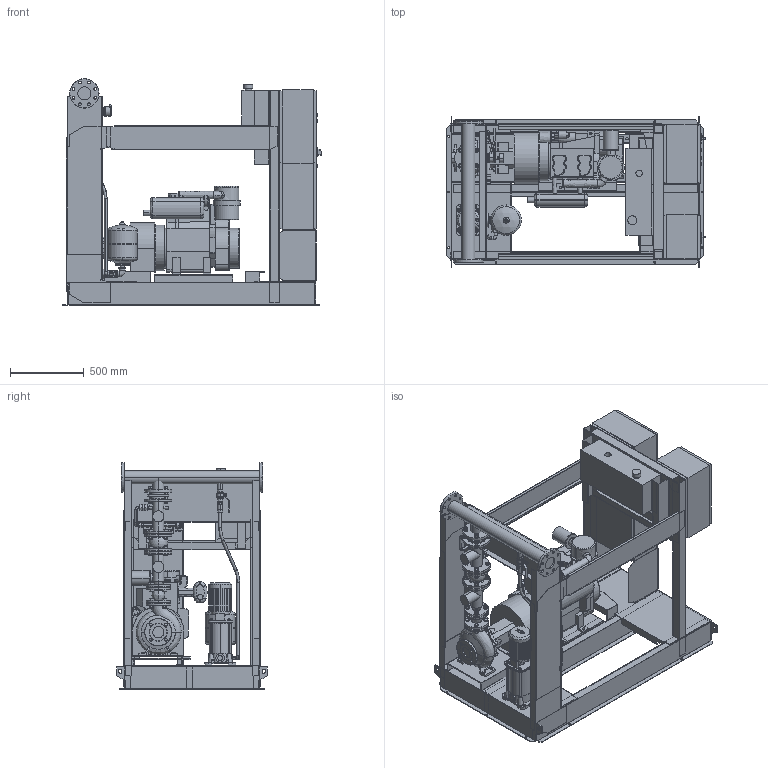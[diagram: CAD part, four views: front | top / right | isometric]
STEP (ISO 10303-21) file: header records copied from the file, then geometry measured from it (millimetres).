
FILE_DESCRIPTION((''),'2;1');
FILE_NAME('3d_Sifire-EN-50_200-208-26.5_1.1DJ-4183882.stp','2015-05-26T10:28:00',(''),(''),'Mechanical Desktop 2009','Mechanical Desktop 2009',', , ');
FILE_SCHEMA(('CONFIG_CONTROL_DESIGN'));
Length unit declared in the file: millimetre
Products named in the file (1): Product
Bounding box: 1754.5 x 1026 x 1540 mm (x, y, z)
Volume: 315522991.7 mm3; surface area: 25132818 mm2
Topology: 159 solids, 159 shells, 4035 faces, 9802 edges, 6235 vertices
Faces by surface type: bspline 1561, plane 1390, cylinder 662, cone 310, torus 88, sphere 24
Entity records: 133534 total; most frequent: CARTESIAN_POINT 44497, ORIENTED_EDGE 19548, DIRECTION 16554, EDGE_CURVE 9774, VERTEX_POINT 6232, VECTOR 5750, LINE 5750, AXIS2_PLACEMENT_3D 5402
